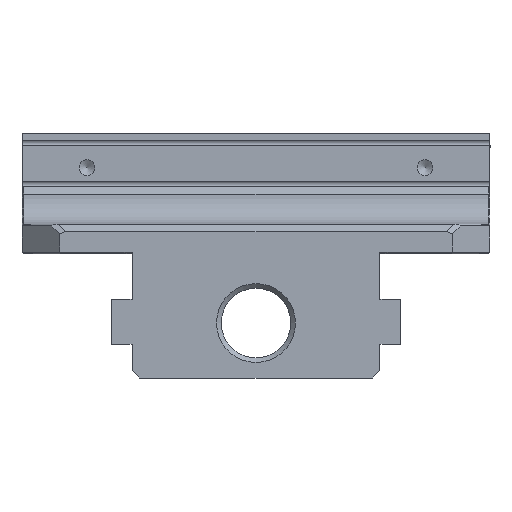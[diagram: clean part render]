
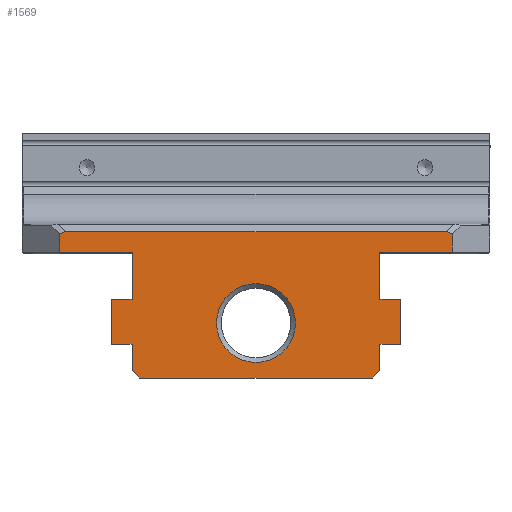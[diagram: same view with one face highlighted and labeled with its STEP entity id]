
A CAD part, front view. The second image highlights one B-rep face of the part: STEP entity #1569.
In plain terms, the highlighted planar face has unit normal (0, -1, 0).
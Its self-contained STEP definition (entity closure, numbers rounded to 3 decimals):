
#545=CARTESIAN_POINT('',(0.,-44.,-60.85));
#546=VERTEX_POINT('',#545);
#547=CARTESIAN_POINT('',(0.,-44.,-50.35));
#548=DIRECTION('',(0.,-1.0,0.));
#549=DIRECTION('',(0.,0.,-1.0));
#550=AXIS2_PLACEMENT_3D('',#547,#548,#549);
#551=CIRCLE('',#550,10.5);
#552=EDGE_CURVE('',#546,#546,#551,.T.);
#1092=CARTESIAN_POINT('',(-38.5,-44.,-44.));
#1093=VERTEX_POINT('',#1092);
#1100=CARTESIAN_POINT('',(-33.,-44.,-44.));
#1101=VERTEX_POINT('',#1100);
#1102=CARTESIAN_POINT('',(-33.,-44.,-44.));
#1103=DIRECTION('',(-1.0,0.0,0.0));
#1104=VECTOR('',#1103,1.0);
#1105=LINE('',#1102,#1104);
#1106=EDGE_CURVE('',#1101,#1093,#1105,.T.);
#1323=CARTESIAN_POINT('',(33.,-44.,-44.));
#1324=VERTEX_POINT('',#1323);
#1331=CARTESIAN_POINT('',(38.5,-44.,-44.));
#1332=VERTEX_POINT('',#1331);
#1333=CARTESIAN_POINT('',(33.,-44.,-44.));
#1334=DIRECTION('',(1.0,0.0,0.0));
#1335=VECTOR('',#1334,1.0);
#1336=LINE('',#1333,#1335);
#1337=EDGE_CURVE('',#1324,#1332,#1336,.T.);
#1400=CARTESIAN_POINT('',(-31.,-44.,-65.0));
#1401=VERTEX_POINT('',#1400);
#1409=CARTESIAN_POINT('',(31.,-44.,-65.0));
#1410=VERTEX_POINT('',#1409);
#1417=CARTESIAN_POINT('',(-31.,-44.,-65.0));
#1418=DIRECTION('',(1.0,0.0,0.0));
#1419=VECTOR('',#1418,1.0);
#1420=LINE('',#1417,#1419);
#1421=EDGE_CURVE('',#1401,#1410,#1420,.T.);
#1426=CARTESIAN_POINT('',(57.53,-44.,-66.95));
#1427=DIRECTION('',(0.,1.0,0.0));
#1428=DIRECTION('',(-1.0,0.,0.0));
#1429=AXIS2_PLACEMENT_3D('',#1426,#1427,#1428);
#1430=PLANE('',#1429);
#1431=CARTESIAN_POINT('',(-50.627,-44.,-26.));
#1432=VERTEX_POINT('',#1431);
#1433=CARTESIAN_POINT('',(50.627,-44.,-26.));
#1434=VERTEX_POINT('',#1433);
#1435=CARTESIAN_POINT('',(-50.627,-44.,-26.));
#1436=DIRECTION('',(1.0,0.0,0.0));
#1437=VECTOR('',#1436,1.0);
#1438=LINE('',#1435,#1437);
#1439=EDGE_CURVE('',#1432,#1434,#1438,.T.);
#1440=ORIENTED_EDGE('',*,*,#1439,.F.);
#1441=CARTESIAN_POINT('',(-52.3,-44.,-26.612));
#1442=VERTEX_POINT('',#1441);
#1443=CARTESIAN_POINT('',(-50.627,-44.,-26.));
#1444=DIRECTION('',(-0.939,0.0,-0.344));
#1445=VECTOR('',#1444,1.);
#1446=LINE('',#1443,#1445);
#1447=EDGE_CURVE('',#1432,#1442,#1446,.T.);
#1448=ORIENTED_EDGE('',*,*,#1447,.T.);
#1449=CARTESIAN_POINT('',(-52.3,-44.,-31.45));
#1450=VERTEX_POINT('',#1449);
#1451=CARTESIAN_POINT('',(-52.3,-44.,-26.612));
#1452=DIRECTION('',(0.0,0.0,-1.0));
#1453=VECTOR('',#1452,1.0);
#1454=LINE('',#1451,#1453);
#1455=EDGE_CURVE('',#1442,#1450,#1454,.T.);
#1456=ORIENTED_EDGE('',*,*,#1455,.T.);
#1457=CARTESIAN_POINT('',(-33.,-44.,-31.45));
#1458=VERTEX_POINT('',#1457);
#1459=CARTESIAN_POINT('',(-52.3,-44.,-31.45));
#1460=DIRECTION('',(1.0,0.0,0.0));
#1461=VECTOR('',#1460,1.0);
#1462=LINE('',#1459,#1461);
#1463=EDGE_CURVE('',#1450,#1458,#1462,.T.);
#1464=ORIENTED_EDGE('',*,*,#1463,.T.);
#1465=CARTESIAN_POINT('',(-33.,-44.,-31.45));
#1466=DIRECTION('',(0.0,0.0,-1.0));
#1467=VECTOR('',#1466,1.0);
#1468=LINE('',#1465,#1467);
#1469=EDGE_CURVE('',#1458,#1101,#1468,.T.);
#1470=ORIENTED_EDGE('',*,*,#1469,.T.);
#1471=ORIENTED_EDGE('',*,*,#1106,.T.);
#1472=CARTESIAN_POINT('',(-38.5,-44.,-56.0));
#1473=VERTEX_POINT('',#1472);
#1474=CARTESIAN_POINT('',(-38.5,-44.,-44.));
#1475=DIRECTION('',(0.0,0.0,-1.0));
#1476=VECTOR('',#1475,1.0);
#1477=LINE('',#1474,#1476);
#1478=EDGE_CURVE('',#1093,#1473,#1477,.T.);
#1479=ORIENTED_EDGE('',*,*,#1478,.T.);
#1480=CARTESIAN_POINT('',(-33.,-44.,-56.0));
#1481=VERTEX_POINT('',#1480);
#1482=CARTESIAN_POINT('',(-38.5,-44.,-56.0));
#1483=DIRECTION('',(1.0,0.0,0.0));
#1484=VECTOR('',#1483,1.0);
#1485=LINE('',#1482,#1484);
#1486=EDGE_CURVE('',#1473,#1481,#1485,.T.);
#1487=ORIENTED_EDGE('',*,*,#1486,.T.);
#1488=CARTESIAN_POINT('',(-33.,-44.,-63.0));
#1489=VERTEX_POINT('',#1488);
#1490=CARTESIAN_POINT('',(-33.,-44.,-56.0));
#1491=DIRECTION('',(0.0,0.0,-1.0));
#1492=VECTOR('',#1491,1.0);
#1493=LINE('',#1490,#1492);
#1494=EDGE_CURVE('',#1481,#1489,#1493,.T.);
#1495=ORIENTED_EDGE('',*,*,#1494,.T.);
#1496=CARTESIAN_POINT('',(-33.,-44.,-63.0));
#1497=DIRECTION('',(0.707,0.0,-0.707));
#1498=VECTOR('',#1497,1.);
#1499=LINE('',#1496,#1498);
#1500=EDGE_CURVE('',#1489,#1401,#1499,.T.);
#1501=ORIENTED_EDGE('',*,*,#1500,.T.);
#1502=ORIENTED_EDGE('',*,*,#1421,.T.);
#1503=CARTESIAN_POINT('',(33.,-44.,-63.0));
#1504=VERTEX_POINT('',#1503);
#1505=CARTESIAN_POINT('',(33.,-44.,-63.0));
#1506=DIRECTION('',(-0.707,0.0,-0.707));
#1507=VECTOR('',#1506,1.);
#1508=LINE('',#1505,#1507);
#1509=EDGE_CURVE('',#1504,#1410,#1508,.T.);
#1510=ORIENTED_EDGE('',*,*,#1509,.F.);
#1511=CARTESIAN_POINT('',(33.,-44.,-56.0));
#1512=VERTEX_POINT('',#1511);
#1513=CARTESIAN_POINT('',(33.,-44.,-56.0));
#1514=DIRECTION('',(0.0,0.0,-1.0));
#1515=VECTOR('',#1514,1.0);
#1516=LINE('',#1513,#1515);
#1517=EDGE_CURVE('',#1512,#1504,#1516,.T.);
#1518=ORIENTED_EDGE('',*,*,#1517,.F.);
#1519=CARTESIAN_POINT('',(38.5,-44.,-56.0));
#1520=VERTEX_POINT('',#1519);
#1521=CARTESIAN_POINT('',(38.5,-44.,-56.0));
#1522=DIRECTION('',(-1.0,0.0,0.0));
#1523=VECTOR('',#1522,1.0);
#1524=LINE('',#1521,#1523);
#1525=EDGE_CURVE('',#1520,#1512,#1524,.T.);
#1526=ORIENTED_EDGE('',*,*,#1525,.F.);
#1527=CARTESIAN_POINT('',(38.5,-44.,-44.));
#1528=DIRECTION('',(0.0,0.0,-1.0));
#1529=VECTOR('',#1528,1.0);
#1530=LINE('',#1527,#1529);
#1531=EDGE_CURVE('',#1332,#1520,#1530,.T.);
#1532=ORIENTED_EDGE('',*,*,#1531,.F.);
#1533=ORIENTED_EDGE('',*,*,#1337,.F.);
#1534=CARTESIAN_POINT('',(33.,-44.,-31.45));
#1535=VERTEX_POINT('',#1534);
#1536=CARTESIAN_POINT('',(33.,-44.,-31.45));
#1537=DIRECTION('',(0.0,0.0,-1.0));
#1538=VECTOR('',#1537,1.0);
#1539=LINE('',#1536,#1538);
#1540=EDGE_CURVE('',#1535,#1324,#1539,.T.);
#1541=ORIENTED_EDGE('',*,*,#1540,.F.);
#1542=CARTESIAN_POINT('',(52.3,-44.,-31.45));
#1543=VERTEX_POINT('',#1542);
#1544=CARTESIAN_POINT('',(33.,-44.,-31.45));
#1545=DIRECTION('',(1.0,0.0,0.0));
#1546=VECTOR('',#1545,1.0);
#1547=LINE('',#1544,#1546);
#1548=EDGE_CURVE('',#1535,#1543,#1547,.T.);
#1549=ORIENTED_EDGE('',*,*,#1548,.T.);
#1550=CARTESIAN_POINT('',(52.3,-44.,-26.612));
#1551=VERTEX_POINT('',#1550);
#1552=CARTESIAN_POINT('',(52.3,-44.,-31.45));
#1553=DIRECTION('',(0.0,0.0,1.0));
#1554=VECTOR('',#1553,1.0);
#1555=LINE('',#1552,#1554);
#1556=EDGE_CURVE('',#1543,#1551,#1555,.T.);
#1557=ORIENTED_EDGE('',*,*,#1556,.T.);
#1558=CARTESIAN_POINT('',(52.3,-44.,-26.612));
#1559=DIRECTION('',(-0.939,0.0,0.344));
#1560=VECTOR('',#1559,1.);
#1561=LINE('',#1558,#1560);
#1562=EDGE_CURVE('',#1551,#1434,#1561,.T.);
#1563=ORIENTED_EDGE('',*,*,#1562,.T.);
#1564=EDGE_LOOP('',(#1440,#1448,#1456,#1464,#1470,#1471,#1479,#1487,#1495,#1501,#1502,#1510,#1518,#1526,#1532,#1533,#1541,#1549,#1557,#1563));
#1565=FACE_OUTER_BOUND('',#1564,.T.);
#1566=ORIENTED_EDGE('',*,*,#552,.F.);
#1567=EDGE_LOOP('',(#1566));
#1568=FACE_BOUND('',#1567,.T.);
#1569=ADVANCED_FACE('',(#1565,#1568),#1430,.F.);
